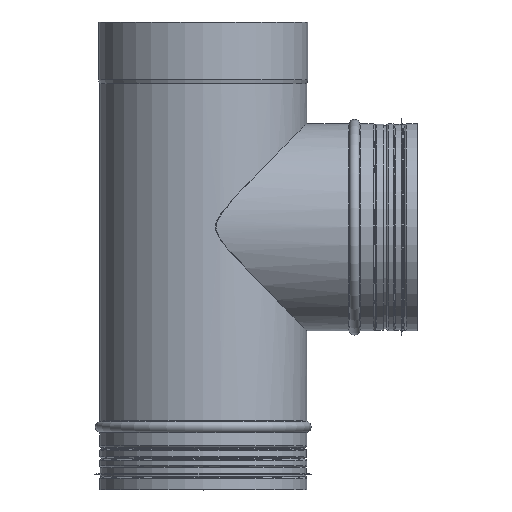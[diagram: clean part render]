
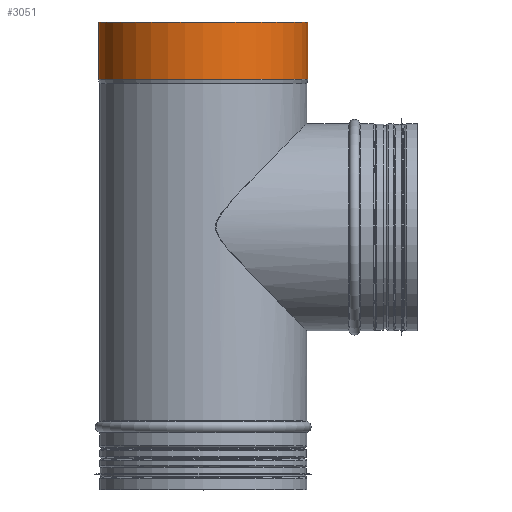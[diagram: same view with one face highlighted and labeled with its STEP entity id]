
A CAD part, top view. The second image highlights one B-rep face of the part: STEP entity #3051.
In plain terms, the highlighted cylindrical face has radius 127.6 mm (diameter 255.2 mm), a partial arc.
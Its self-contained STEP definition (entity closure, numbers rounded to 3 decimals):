
#92=CYLINDRICAL_SURFACE('',#3345,127.6);
#266=FACE_OUTER_BOUND('',#478,.T.);
#478=EDGE_LOOP('',(#2141,#2142,#2143,#2144));
#712=CIRCLE('',#3344,127.6);
#713=CIRCLE('',#3346,127.6);
#887=LINE('',#4802,#1074);
#939=LINE('',#5208,#1126);
#1074=VECTOR('',#3765,69.844);
#1126=VECTOR('',#4023,69.844);
#1263=VERTEX_POINT('',#4795);
#1265=VERTEX_POINT('',#4801);
#1268=VERTEX_POINT('',#4808);
#1321=VERTEX_POINT('',#5203);
#1507=EDGE_CURVE('',#1265,#1263,#887,.T.);
#1612=EDGE_CURVE('',#1321,#1265,#712,.T.);
#1614=EDGE_CURVE('',#1268,#1263,#713,.T.);
#1615=EDGE_CURVE('',#1321,#1268,#939,.T.);
#2141=ORIENTED_EDGE('',*,*,#1507,.T.);
#2142=ORIENTED_EDGE('',*,*,#1614,.F.);
#2143=ORIENTED_EDGE('',*,*,#1615,.F.);
#2144=ORIENTED_EDGE('',*,*,#1612,.T.);
#3051=ADVANCED_FACE('',(#266),#92,.T.);
#3344=AXIS2_PLACEMENT_3D('',#5204,#4016,#4017);
#3345=AXIS2_PLACEMENT_3D('',#5206,#4019,#4020);
#3346=AXIS2_PLACEMENT_3D('',#5207,#4021,#4022);
#3765=DIRECTION('',(0.,-1.,0.));
#4016=DIRECTION('center_axis',(0.,-1.,0.));
#4017=DIRECTION('ref_axis',(-1.,0.,0.));
#4019=DIRECTION('center_axis',(0.,-1.,0.));
#4020=DIRECTION('ref_axis',(-1.,0.,0.));
#4021=DIRECTION('center_axis',(0.,-1.,0.));
#4022=DIRECTION('ref_axis',(-1.,0.,0.));
#4023=DIRECTION('',(0.,-1.,0.));
#4795=CARTESIAN_POINT('',(-127.6,500.156,0.223));
#4801=CARTESIAN_POINT('',(-127.6,570.,0.223));
#4802=CARTESIAN_POINT('',(-127.6,570.,0.223));
#4808=CARTESIAN_POINT('',(-127.6,500.156,0.));
#5203=CARTESIAN_POINT('',(-127.6,570.,0.));
#5204=CARTESIAN_POINT('Origin',(0.,570.,0.));
#5206=CARTESIAN_POINT('Origin',(0.,13.179,0.));
#5207=CARTESIAN_POINT('Origin',(0.,500.156,0.));
#5208=CARTESIAN_POINT('',(-127.6,570.,0.));
